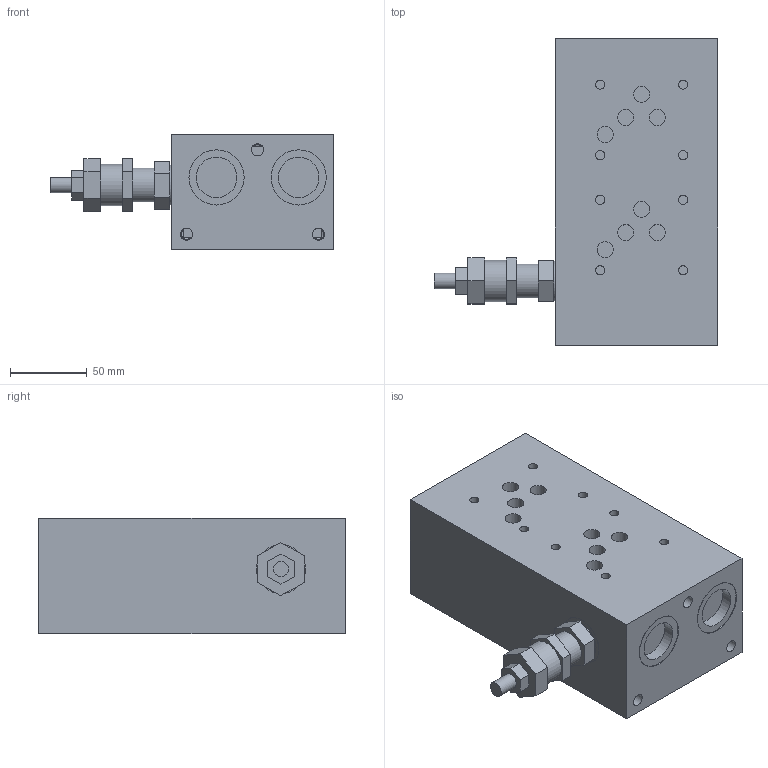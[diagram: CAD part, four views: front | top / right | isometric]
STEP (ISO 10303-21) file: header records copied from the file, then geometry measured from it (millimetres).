
FILE_DESCRIPTION(/* description */ ('Unknown'),/* implementation_level */ '2;1');
FILE_NAME(/* name */ 'PC.94120',/* time_stamp */ '2016-12-02T11:42:31+01:00',/* author */ ('Unknown'),/* organization */ ('Unknown'),/* preprocessor_version */ 'ST-DEVELOPER v16.7',/* originating_system */ 'DEX',/* authorisation */ $);
FILE_SCHEMA (('CONFIG_CONTROL_DESIGN'));
Length unit declared in the file: millimetre
Products named in the file (1): PC.94120
Bounding box: 185 x 200 x 75 mm (x, y, z)
Volume: 1574054.3 mm3; surface area: 108632.1 mm2
Topology: 2 solids, 2 shells, 177 faces, 371 edges, 244 vertices
Faces by surface type: plane 104, cylinder 66, cone 7
Full cylindrical faces by diameter (mm): 6 x8, 8 x7, 10 x1, 10.5 x8, 13.2 x1, 22 x2, 26 x2, 26.441 x8, 27 x1, 32 x1, 36 x8
Entity records: 4508 total; most frequent: CARTESIAN_POINT 810, DIRECTION 787, ORIENTED_EDGE 638, EDGE_CURVE 319, AXIS2_PLACEMENT_3D 317, EDGE_LOOP 274, FACE_BOUND 274, VERTEX_POINT 239
